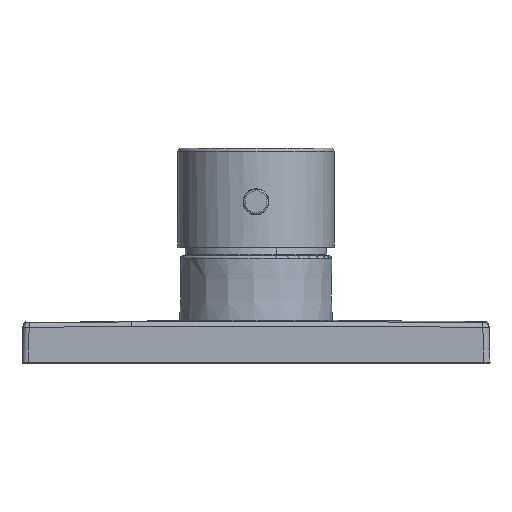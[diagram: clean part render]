
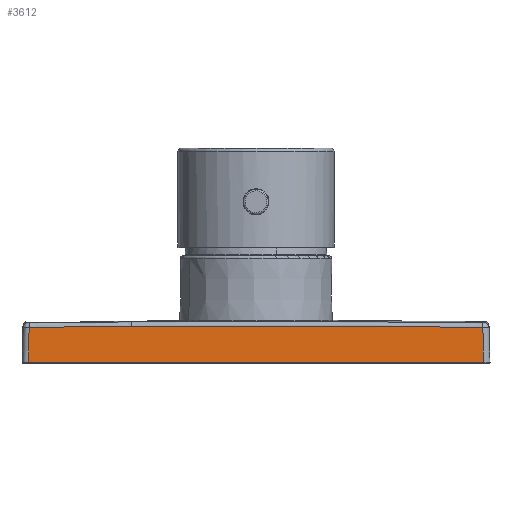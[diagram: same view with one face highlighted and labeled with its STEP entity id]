
A CAD part, front view. The second image highlights one B-rep face of the part: STEP entity #3612.
In plain terms, the highlighted planar face has unit normal (0, -1, 0.026).
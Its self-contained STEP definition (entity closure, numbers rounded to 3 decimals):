
#55 = ORIENTED_EDGE ( 'NONE', *, *, #984, .F. ) ;
#93 = CIRCLE ( 'NONE', #2065, 6394.014 ) ;
#103 = CARTESIAN_POINT ( 'NONE',  ( 95.909, 126.154, 329.186 ) ) ;
#118 = VECTOR ( 'NONE', #879, 1000. ) ;
#216 = EDGE_CURVE ( 'NONE', #3929, #3635, #2655, .T. ) ;
#303 = FACE_OUTER_BOUND ( 'NONE', #2533, .T. ) ;
#434 = DIRECTION ( 'NONE',  ( 0.026, -0.026, -0.999 ) ) ;
#475 = VERTEX_POINT ( 'NONE', #103 ) ;
#505 = DIRECTION ( 'NONE',  ( 0., 1., -0.026 ) ) ;
#653 = CARTESIAN_POINT ( 'NONE',  ( 135.891, -41.217, -6062.475 ) ) ;
#665 = DIRECTION ( 'NONE',  ( -0.006, 0.026, 1. ) ) ;
#809 = CARTESIAN_POINT ( 'NONE',  ( 135.891, -41.218, -6062.512 ) ) ;
#866 = CARTESIAN_POINT ( 'NONE',  ( 135.891, 125.84, 317.19 ) ) ;
#879 = DIRECTION ( 'NONE',  ( 0.026, 0.026, 0.999 ) ) ;
#984 = EDGE_CURVE ( 'NONE', #3189, #475, #1222, .T. ) ;
#1222 = CIRCLE ( 'NONE', #3165, 6393.977 ) ;
#1300 = VECTOR ( 'NONE', #2322, 1000. ) ;
#1656 = DIRECTION ( 'NONE',  ( -0.011, 0.026, 1. ) ) ;
#1664 = AXIS2_PLACEMENT_3D ( 'NONE', #866, #3906, #4210 ) ;
#1768 = EDGE_CURVE ( 'NONE', #2855, #3189, #4579, .T. ) ;
#1970 = VECTOR ( 'NONE', #434, 1000. ) ;
#2065 = AXIS2_PLACEMENT_3D ( 'NONE', #809, #505, #665 ) ;
#2208 = ORIENTED_EDGE ( 'NONE', *, *, #1768, .F. ) ;
#2322 = DIRECTION ( 'NONE',  ( -1., 0., 0. ) ) ;
#2463 = LINE ( 'NONE', #2783, #1300 ) ;
#2533 = EDGE_LOOP ( 'NONE', ( #3629, #4024, #3971, #55, #2208 ) ) ;
#2655 = LINE ( 'NONE', #3827, #1970 ) ;
#2744 = EDGE_CURVE ( 'NONE', #3635, #2855, #2463, .T. ) ;
#2783 = CARTESIAN_POINT ( 'NONE',  ( 135.891, 125.853, 317.703 ) ) ;
#2798 = CARTESIAN_POINT ( 'NONE',  ( 208.878, 125.853, 317.703 ) ) ;
#2855 = VERTEX_POINT ( 'NONE', #3097 ) ;
#2907 = PLANE ( 'NONE',  #1664 ) ;
#3097 = CARTESIAN_POINT ( 'NONE',  ( 62.903, 125.853, 317.703 ) ) ;
#3165 = AXIS2_PLACEMENT_3D ( 'NONE', #653, #3554, #1656 ) ;
#3189 = VERTEX_POINT ( 'NONE', #4572 ) ;
#3455 = CARTESIAN_POINT ( 'NONE',  ( 208.585, 126.147, 328.898 ) ) ;
#3554 = DIRECTION ( 'NONE',  ( 0., 1., -0.026 ) ) ;
#3612 = ADVANCED_FACE ( 'NONE', ( #303 ), #2907, .T. ) ;
#3629 = ORIENTED_EDGE ( 'NONE', *, *, #2744, .F. ) ;
#3635 = VERTEX_POINT ( 'NONE', #2798 ) ;
#3827 = CARTESIAN_POINT ( 'NONE',  ( 208.731, 126., 323.301 ) ) ;
#3906 = DIRECTION ( 'NONE',  ( 0., -1., 0.026 ) ) ;
#3929 = VERTEX_POINT ( 'NONE', #3455 ) ;
#3971 = ORIENTED_EDGE ( 'NONE', *, *, #4283, .F. ) ;
#4024 = ORIENTED_EDGE ( 'NONE', *, *, #216, .F. ) ;
#4210 = DIRECTION ( 'NONE',  ( -1., 0., 0. ) ) ;
#4246 = CARTESIAN_POINT ( 'NONE',  ( 63.05, 126., 323.301 ) ) ;
#4283 = EDGE_CURVE ( 'NONE', #475, #3929, #93, .T. ) ;
#4572 = CARTESIAN_POINT ( 'NONE',  ( 63.197, 126.147, 328.898 ) ) ;
#4579 = LINE ( 'NONE', #4246, #118 ) ;
